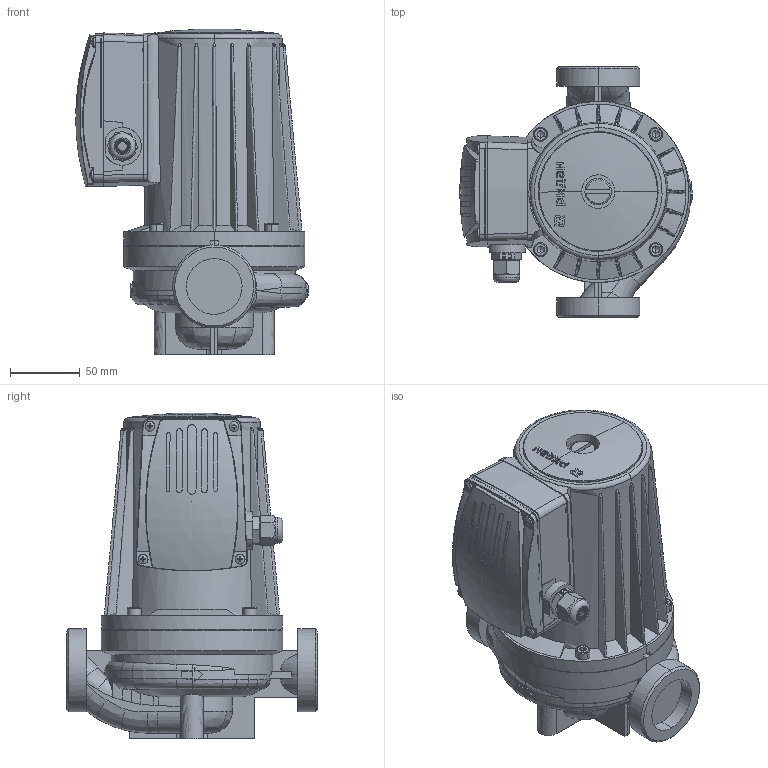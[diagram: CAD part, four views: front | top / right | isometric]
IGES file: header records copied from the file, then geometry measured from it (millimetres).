
Global section: file name: 015P1018 (RW 32-120S)180mm; native system: AutoCAD 2021 — Русский (Russian),62HAutod; preprocessor: esk Translation Framework DWG producer (atf_dwg_producer); organization: unknown; date: 20230501.162656; units: millimetre
Bounding box: 166.73 x 180 x 233.59 mm (x, y, z)
Volume: 667417.9 mm3; surface area: 375076.5 mm2
Topology: 28 solids, 30 shells, 2127 faces, 5974 edges, 3964 vertices
Faces by surface type: bspline 2127
